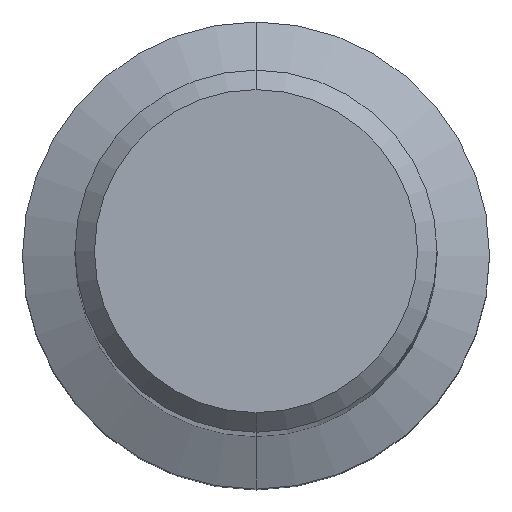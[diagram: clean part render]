
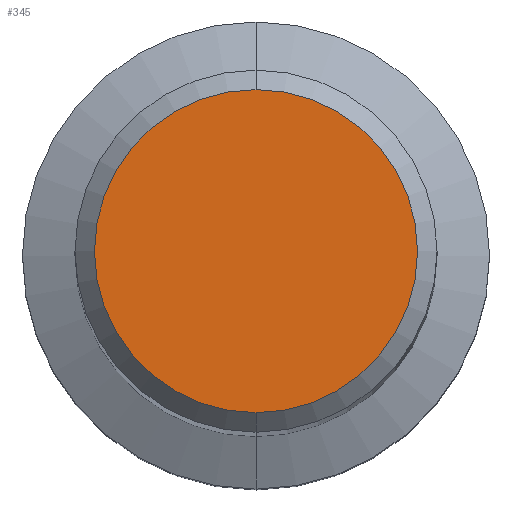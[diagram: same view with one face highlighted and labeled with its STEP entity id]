
A CAD part, top view. The second image highlights one B-rep face of the part: STEP entity #345.
In plain terms, the highlighted planar face has unit normal (0, 0, 1).
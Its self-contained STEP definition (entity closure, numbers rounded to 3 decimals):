
#299=VERTEX_POINT('',#662);
#303=VERTEX_POINT('',#666);
#345=ADVANCED_FACE('',(#712),#713,.T.);
#389=EDGE_CURVE('',#299,#303,#765,.T.);
#479=EDGE_CURVE('',#303,#299,#867,.T.);
#662=CARTESIAN_POINT('',(0.0,4.15,0.0));
#666=CARTESIAN_POINT('',(0.,-4.15,0.0));
#712=FACE_OUTER_BOUND('',#1303,.T.);
#713=PLANE('',#1304);
#765=CIRCLE('',#1382,4.15);
#867=CIRCLE('',#1545,4.15);
#1303=EDGE_LOOP('',(#1806,#1807));
#1304=AXIS2_PLACEMENT_3D('',#1808,#1809,#1810);
#1382=AXIS2_PLACEMENT_3D('',#1881,#1882,#1883);
#1545=AXIS2_PLACEMENT_3D('',#2023,#2024,#2025);
#1806=ORIENTED_EDGE('',*,*,#389,.F.);
#1807=ORIENTED_EDGE('',*,*,#479,.F.);
#1808=CARTESIAN_POINT('',(0.0,2.075,0.0));
#1809=DIRECTION('',(-0.0,0.0,1.0));
#1810=DIRECTION('',(0.0,-1.0,0.0));
#1881=CARTESIAN_POINT('',(0.0,0.0,0.0));
#1882=DIRECTION('',(0.0,0.0,-1.0));
#1883=DIRECTION('',(0.0,1.0,0.0));
#2023=CARTESIAN_POINT('',(0.0,0.0,0.0));
#2024=DIRECTION('',(0.0,0.0,-1.0));
#2025=DIRECTION('',(0.0,1.0,0.0));
